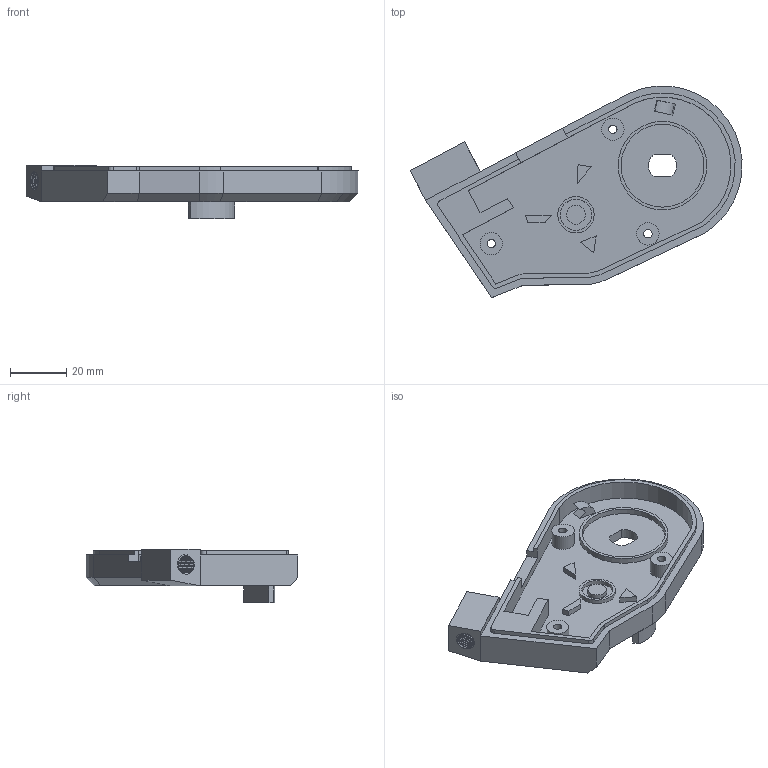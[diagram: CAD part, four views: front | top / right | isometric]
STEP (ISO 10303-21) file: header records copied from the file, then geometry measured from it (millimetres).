
FILE_DESCRIPTION(('FreeCAD Model'),'2;1');
FILE_NAME('Open CASCADE Shape Model','2025-08-26T15:11:34',(''),(''), 'Open CASCADE STEP processor 7.8','FreeCAD','Unknown');
FILE_SCHEMA(('AUTOMOTIVE_DESIGN { 1 0 10303 214 1 1 1 1 }'));
Length unit declared in the file: millimetre
Products named in the file (1): Bottom_body
Bounding box: 118.47 x 75.53 x 19 mm (x, y, z)
Volume: 37937.1 mm3; surface area: 19214.5 mm2
Topology: 1 solids, 1 shells, 329 faces, 902 edges, 601 vertices
Faces by surface type: plane 137, extrusion 87, bspline 69, cylinder 33, cone 3
Full cylindrical faces by diameter (mm): 3 x3, 5.8 x3, 6.7 x1, 8 x3, 11.171 x1, 12.948 x1, 26.5 x1, 29.6 x1, 31.6 x1
Entity records: 20188 total; most frequent: CARTESIAN_POINT 12664, ORIENTED_EDGE 1804, DIRECTION 1033, EDGE_CURVE 902, VERTEX_POINT 601, VECTOR 529, B_SPLINE_CURVE_WITH_KNOTS 469, LINE 442
